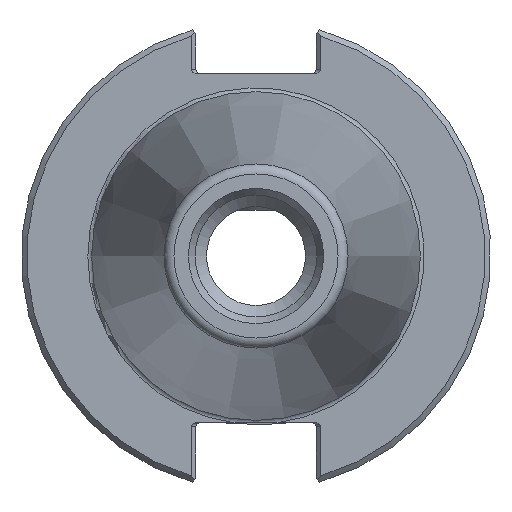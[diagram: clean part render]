
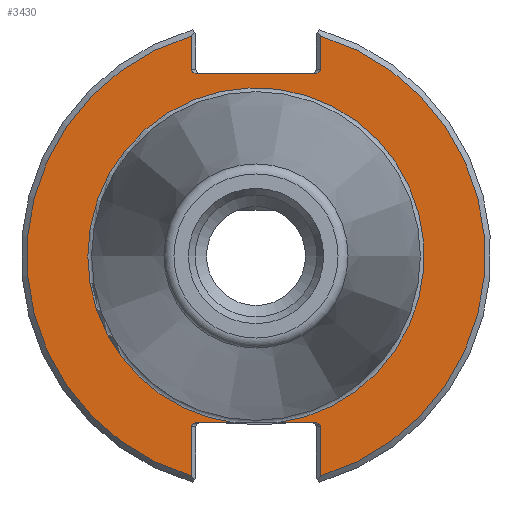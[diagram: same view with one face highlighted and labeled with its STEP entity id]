
A CAD part, left-side view. The second image highlights one B-rep face of the part: STEP entity #3430.
In plain terms, the highlighted planar face has unit normal (-1, 0, 0).
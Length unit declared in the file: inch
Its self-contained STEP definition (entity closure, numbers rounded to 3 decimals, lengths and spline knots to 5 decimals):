
#2488=CARTESIAN_POINT('',(0.125,0.345,0.992));
#2489=VERTEX_POINT('',#2488);
#2496=CARTESIAN_POINT('',(0.125,0.31672,0.972));
#2497=VERTEX_POINT('',#2496);
#2498=CARTESIAN_POINT('',(0.125,0.31672,0.992));
#2499=DIRECTION('',(-1.0,0.0,0.0));
#2500=DIRECTION('',(0.0,1.0,0.0));
#2501=AXIS2_PLACEMENT_3D('',#2498,#2499,#2500);
#2502=ELLIPSE('',#2501,0.02828,0.02);
#2503=EDGE_CURVE('',#2489,#2497,#2502,.T.);
#2588=CARTESIAN_POINT('',(0.125,0.345,1.1702));
#2589=VERTEX_POINT('',#2588);
#2596=CARTESIAN_POINT('',(0.125,0.345,1.1702));
#2597=DIRECTION('',(0.0,0.0,-1.0));
#2598=VECTOR('',#2597,0.1782);
#2599=LINE('',#2596,#2598);
#2600=EDGE_CURVE('',#2589,#2489,#2599,.T.);
#2700=CARTESIAN_POINT('',(0.125,-0.31672,0.972));
#2701=VERTEX_POINT('',#2700);
#2708=CARTESIAN_POINT('',(0.125,-0.345,0.992));
#2709=VERTEX_POINT('',#2708);
#2710=CARTESIAN_POINT('',(0.125,-0.31672,0.992));
#2711=DIRECTION('',(-1.0,0.0,0.0));
#2712=DIRECTION('',(0.0,-1.0,0.0));
#2713=AXIS2_PLACEMENT_3D('',#2710,#2711,#2712);
#2714=ELLIPSE('',#2713,0.02828,0.02);
#2715=EDGE_CURVE('',#2701,#2709,#2714,.T.);
#2765=CARTESIAN_POINT('',(0.125,-0.345,1.1702));
#2766=VERTEX_POINT('',#2765);
#2767=CARTESIAN_POINT('',(0.125,-0.345,0.992));
#2768=DIRECTION('',(0.0,0.0,1.0));
#2769=VECTOR('',#2768,0.1782);
#2770=LINE('',#2767,#2769);
#2771=EDGE_CURVE('',#2709,#2766,#2770,.T.);
#2789=CARTESIAN_POINT('',(0.125,-0.345,-0.908));
#2790=VERTEX_POINT('',#2789);
#2791=CARTESIAN_POINT('',(0.125,-0.31672,-0.888));
#2792=VERTEX_POINT('',#2791);
#2793=CARTESIAN_POINT('',(0.125,-0.31672,-0.908));
#2794=DIRECTION('',(-1.0,0.0,0.0));
#2795=DIRECTION('',(0.0,-1.0,0.0));
#2796=AXIS2_PLACEMENT_3D('',#2793,#2794,#2795);
#2797=ELLIPSE('',#2796,0.02828,0.02);
#2798=EDGE_CURVE('',#2790,#2792,#2797,.T.);
#2896=CARTESIAN_POINT('',(0.125,-0.345,-1.1702));
#2897=VERTEX_POINT('',#2896);
#2904=CARTESIAN_POINT('',(0.125,-0.345,-1.1702));
#2905=DIRECTION('',(0.0,0.0,1.0));
#2906=VECTOR('',#2905,0.2622);
#2907=LINE('',#2904,#2906);
#2908=EDGE_CURVE('',#2897,#2790,#2907,.T.);
#3008=CARTESIAN_POINT('',(0.125,0.31672,-0.888));
#3009=VERTEX_POINT('',#3008);
#3016=CARTESIAN_POINT('',(0.125,0.345,-0.908));
#3017=VERTEX_POINT('',#3016);
#3018=CARTESIAN_POINT('',(0.125,0.31672,-0.908));
#3019=DIRECTION('',(-1.0,0.0,0.0));
#3020=DIRECTION('',(0.0,1.0,0.0));
#3021=AXIS2_PLACEMENT_3D('',#3018,#3019,#3020);
#3022=ELLIPSE('',#3021,0.02828,0.02);
#3023=EDGE_CURVE('',#3009,#3017,#3022,.T.);
#3073=CARTESIAN_POINT('',(0.125,0.345,-1.1702));
#3074=VERTEX_POINT('',#3073);
#3075=CARTESIAN_POINT('',(0.125,0.345,-0.908));
#3076=DIRECTION('',(0.0,0.0,-1.0));
#3077=VECTOR('',#3076,0.2622);
#3078=LINE('',#3075,#3077);
#3079=EDGE_CURVE('',#3017,#3074,#3078,.T.);
#3146=CARTESIAN_POINT('',(0.125,0.31672,0.972));
#3147=DIRECTION('',(0.0,-1.0,0.0));
#3148=VECTOR('',#3147,0.63343);
#3149=LINE('',#3146,#3148);
#3150=EDGE_CURVE('',#2497,#2701,#3149,.T.);
#3348=CARTESIAN_POINT('',(0.125,-0.11172,-0.888));
#3349=VERTEX_POINT('',#3348);
#3350=CARTESIAN_POINT('',(0.125,0.11172,-0.888));
#3351=VERTEX_POINT('',#3350);
#3366=CARTESIAN_POINT('',(0.125,0.,0.0));
#3367=DIRECTION('',(-1.0,0.0,0.0));
#3368=DIRECTION('',(0.0,-1.0,0.0));
#3369=AXIS2_PLACEMENT_3D('',#3366,#3367,#3368);
#3370=CIRCLE('',#3369,0.895);
#3371=EDGE_CURVE('',#3349,#3351,#3370,.T.);
#3387=CARTESIAN_POINT('',(0.125,1.0625,0.0));
#3388=DIRECTION('',(-1.0,0.0,0.0));
#3389=DIRECTION('',(0.0,0.0,1.0));
#3390=AXIS2_PLACEMENT_3D('',#3387,#3388,#3389);
#3391=PLANE('',#3390);
#3392=ORIENTED_EDGE('',*,*,#3371,.F.);
#3393=CARTESIAN_POINT('',(0.125,-0.31672,-0.888));
#3394=DIRECTION('',(0.0,1.0,0.0));
#3395=VECTOR('',#3394,0.205);
#3396=LINE('',#3393,#3395);
#3397=EDGE_CURVE('',#2792,#3349,#3396,.T.);
#3398=ORIENTED_EDGE('',*,*,#3397,.F.);
#3399=ORIENTED_EDGE('',*,*,#2798,.F.);
#3400=ORIENTED_EDGE('',*,*,#2908,.F.);
#3401=CARTESIAN_POINT('',(0.125,0.,0.0));
#3402=DIRECTION('',(1.0,0.0,0.0));
#3403=DIRECTION('',(0.0,-1.0,0.0));
#3404=AXIS2_PLACEMENT_3D('',#3401,#3402,#3403);
#3405=CIRCLE('',#3404,1.22);
#3406=EDGE_CURVE('',#2766,#2897,#3405,.T.);
#3407=ORIENTED_EDGE('',*,*,#3406,.F.);
#3408=ORIENTED_EDGE('',*,*,#2771,.F.);
#3409=ORIENTED_EDGE('',*,*,#2715,.F.);
#3410=ORIENTED_EDGE('',*,*,#3150,.F.);
#3411=ORIENTED_EDGE('',*,*,#2503,.F.);
#3412=ORIENTED_EDGE('',*,*,#2600,.F.);
#3413=CARTESIAN_POINT('',(0.125,0.,0.0));
#3414=DIRECTION('',(1.0,0.0,0.0));
#3415=DIRECTION('',(0.0,1.0,0.0));
#3416=AXIS2_PLACEMENT_3D('',#3413,#3414,#3415);
#3417=CIRCLE('',#3416,1.22);
#3418=EDGE_CURVE('',#3074,#2589,#3417,.T.);
#3419=ORIENTED_EDGE('',*,*,#3418,.F.);
#3420=ORIENTED_EDGE('',*,*,#3079,.F.);
#3421=ORIENTED_EDGE('',*,*,#3023,.F.);
#3422=CARTESIAN_POINT('',(0.125,0.11172,-0.888));
#3423=DIRECTION('',(0.0,1.0,0.0));
#3424=VECTOR('',#3423,0.205);
#3425=LINE('',#3422,#3424);
#3426=EDGE_CURVE('',#3351,#3009,#3425,.T.);
#3427=ORIENTED_EDGE('',*,*,#3426,.F.);
#3428=EDGE_LOOP('',(#3392,#3398,#3399,#3400,#3407,#3408,#3409,#3410,#3411,#3412,#3419,#3420,#3421,#3427));
#3429=FACE_OUTER_BOUND('',#3428,.T.);
#3430=ADVANCED_FACE('',(#3429),#3391,.T.);
